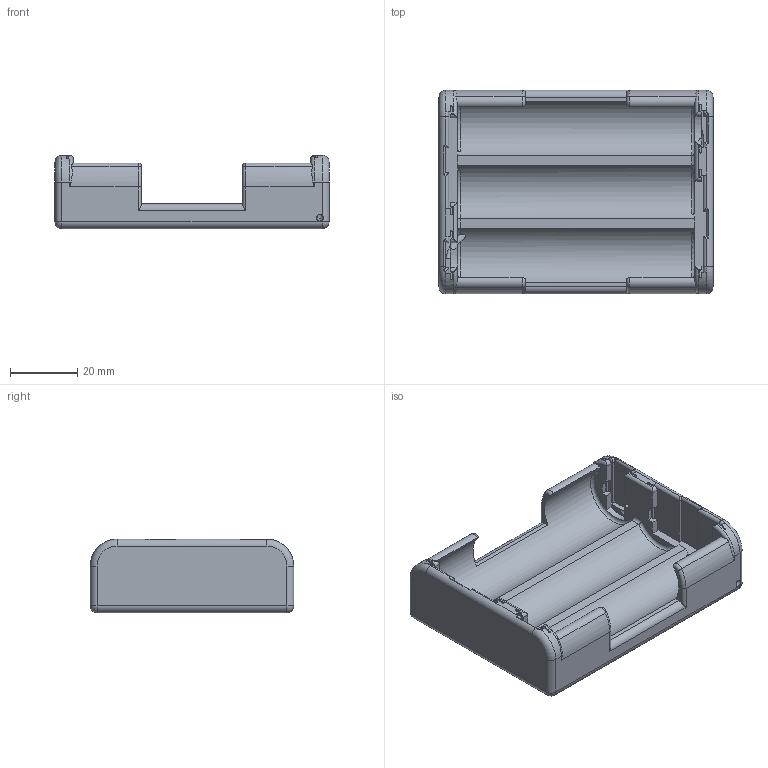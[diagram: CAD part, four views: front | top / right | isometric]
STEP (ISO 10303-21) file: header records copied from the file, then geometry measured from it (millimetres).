
FILE_DESCRIPTION(/* description */ ('STEP AP242','CAx-IF Rec.Pracs.---Representation and Presentation of Product Manufacturing Information (PMI)---4.0---2014-10-13','CAx-IF Rec.Pracs.---3D Tessellated Geometry---0.4---2014-09-14','2;1'),/* implementation_level */ '2;1');
FILE_NAME(/* name */ '64bf5bab22426524b6f23a30',/* time_stamp */ '2023-07-25T05:20:43Z',/* author */ (''),/* organization */ (''),/* preprocessor_version */ 'ST-DEVELOPER v19.4',/* originating_system */ ' ',/* authorisation */ ' ');
FILE_SCHEMA (('AP242_MANAGED_MODEL_BASED_3D_ENGINEERING_MIM_LF { 1 0 10303 442 1 1 4 }'));
Length unit declared in the file: metre
Products named in the file (1): Part 1
Bounding box: 81.4 x 60.4 x 21.8 mm (x, y, z)
Volume: 32763.2 mm3; surface area: 19959.5 mm2
Topology: 1 solids, 1 shells, 267 faces, 753 edges, 476 vertices
Faces by surface type: plane 139, cylinder 86, torus 34, sphere 4, bspline 4
Full cylindrical faces by diameter (mm): 2 x2, 2.5 x1
Entity records: 8919 total; most frequent: CARTESIAN_POINT 2089, ORIENTED_EDGE 1470, DIRECTION 1403, EDGE_CURVE 735, AXIS2_PLACEMENT_3D 494, VERTEX_POINT 472, LINE 415, VECTOR 415
